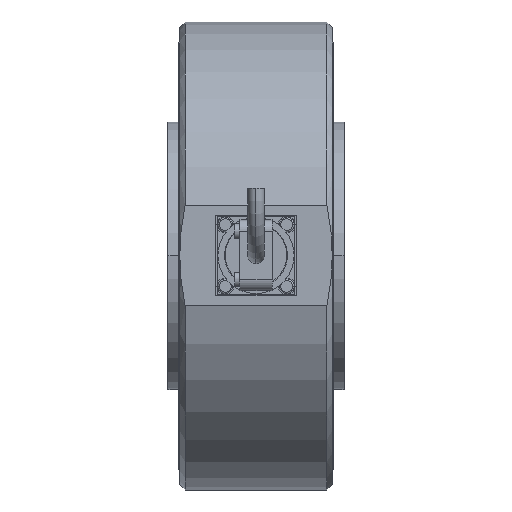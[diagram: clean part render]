
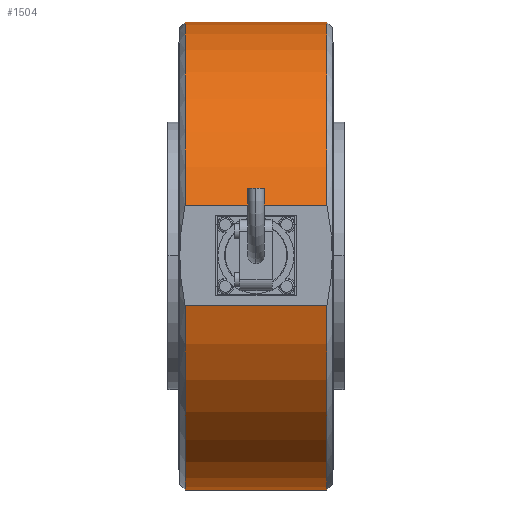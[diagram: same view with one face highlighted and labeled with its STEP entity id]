
A CAD part, top view. The second image highlights one B-rep face of the part: STEP entity #1504.
In plain terms, the highlighted cylindrical face has radius 87.5 mm (diameter 175 mm), a partial arc.
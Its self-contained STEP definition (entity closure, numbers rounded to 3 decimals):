
#1230=CARTESIAN_POINT('',(26.5,-18.601,-85.5));
#1231=VERTEX_POINT('',#1230);
#1247=CARTESIAN_POINT('',(-26.5,-18.601,-85.5));
#1248=VERTEX_POINT('',#1247);
#1249=CARTESIAN_POINT('',(-26.5,-18.601,-85.5));
#1250=DIRECTION('',(1.0,0.0,0.0));
#1251=VECTOR('',#1250,53.);
#1252=LINE('',#1249,#1251);
#1253=EDGE_CURVE('',#1248,#1231,#1252,.T.);
#1270=CARTESIAN_POINT('',(-26.5,18.601,-85.5));
#1271=VERTEX_POINT('',#1270);
#1285=CARTESIAN_POINT('',(26.5,18.601,-85.5));
#1286=VERTEX_POINT('',#1285);
#1287=CARTESIAN_POINT('',(26.5,18.601,-85.5));
#1288=DIRECTION('',(-1.0,0.0,0.0));
#1289=VECTOR('',#1288,53.);
#1290=LINE('',#1287,#1289);
#1291=EDGE_CURVE('',#1286,#1271,#1290,.T.);
#1339=CARTESIAN_POINT('',(-26.5,0.0,0.0));
#1340=DIRECTION('',(-1.0,0.0,0.0));
#1341=DIRECTION('',(0.0,-1.0,0.0));
#1342=AXIS2_PLACEMENT_3D('',#1339,#1340,#1341);
#1343=CIRCLE('',#1342,87.5);
#1344=EDGE_CURVE('',#1248,#1271,#1343,.T.);
#1475=CARTESIAN_POINT('',(26.5,0.0,0.0));
#1476=DIRECTION('',(1.0,0.0,0.0));
#1477=DIRECTION('',(0.0,-1.0,0.0));
#1478=AXIS2_PLACEMENT_3D('',#1475,#1476,#1477);
#1479=CIRCLE('',#1478,87.5);
#1480=EDGE_CURVE('',#1286,#1231,#1479,.T.);
#1493=CARTESIAN_POINT('',(-29.15,0.0,0.0));
#1494=DIRECTION('',(1.0,0.0,0.0));
#1495=DIRECTION('',(0.0,1.0,0.0));
#1496=AXIS2_PLACEMENT_3D('',#1493,#1494,#1495);
#1497=CYLINDRICAL_SURFACE('',#1496,87.5);
#1498=ORIENTED_EDGE('',*,*,#1291,.T.);
#1499=ORIENTED_EDGE('',*,*,#1344,.F.);
#1500=ORIENTED_EDGE('',*,*,#1253,.T.);
#1501=ORIENTED_EDGE('',*,*,#1480,.F.);
#1502=EDGE_LOOP('',(#1498,#1499,#1500,#1501));
#1503=FACE_OUTER_BOUND('',#1502,.T.);
#1504=ADVANCED_FACE('',(#1503),#1497,.T.);
